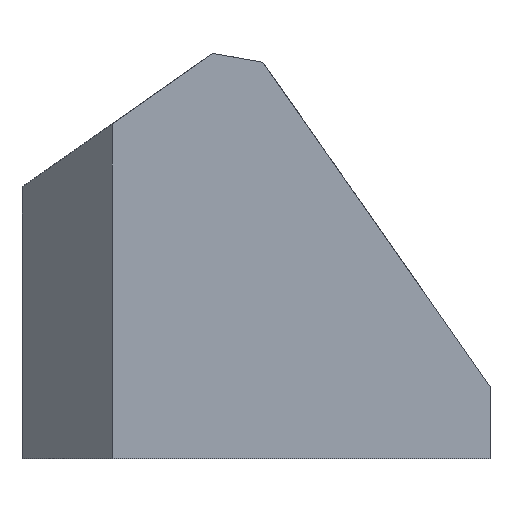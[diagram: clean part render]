
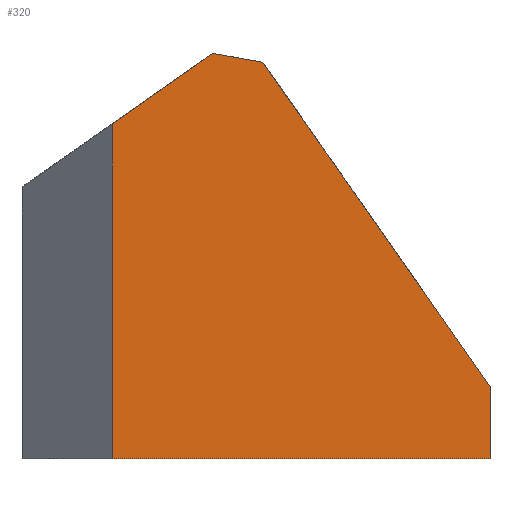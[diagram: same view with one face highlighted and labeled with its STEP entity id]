
A CAD part, front view. The second image highlights one B-rep face of the part: STEP entity #320.
In plain terms, the highlighted planar face has unit normal (0, -1, 0).
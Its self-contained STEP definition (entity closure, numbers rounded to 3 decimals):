
#47=FACE_OUTER_BOUND('',#69,.T.);
#69=EDGE_LOOP('',(#283,#284,#285,#286,#287,#288));
#75=LINE('',#461,#105);
#83=LINE('',#482,#113);
#93=LINE('',#507,#123);
#94=LINE('',#513,#124);
#100=LINE('',#537,#130);
#104=LINE('',#543,#134);
#105=VECTOR('',#369,10.);
#113=VECTOR('',#385,10.);
#123=VECTOR('',#411,10.);
#124=VECTOR('',#418,10.);
#130=VECTOR('',#446,10.);
#134=VECTOR('',#452,10.);
#135=VERTEX_POINT('',#459);
#136=VERTEX_POINT('',#460);
#145=VERTEX_POINT('',#480);
#152=VERTEX_POINT('',#505);
#154=VERTEX_POINT('',#512);
#161=VERTEX_POINT('',#536);
#163=EDGE_CURVE('',#135,#136,#75,.T.);
#174=EDGE_CURVE('',#135,#145,#83,.T.);
#187=EDGE_CURVE('',#152,#145,#93,.T.);
#189=EDGE_CURVE('',#154,#136,#94,.T.);
#200=EDGE_CURVE('',#161,#154,#100,.T.);
#204=EDGE_CURVE('',#161,#152,#104,.T.);
#283=ORIENTED_EDGE('',*,*,#163,.F.);
#284=ORIENTED_EDGE('',*,*,#174,.T.);
#285=ORIENTED_EDGE('',*,*,#187,.F.);
#286=ORIENTED_EDGE('',*,*,#204,.F.);
#287=ORIENTED_EDGE('',*,*,#200,.T.);
#288=ORIENTED_EDGE('',*,*,#189,.T.);
#302=PLANE('',#364);
#320=ADVANCED_FACE('',(#47),#302,.F.);
#364=AXIS2_PLACEMENT_3D('',#545,#455,#456);
#369=DIRECTION('',(0.985,0.,-0.174));
#385=DIRECTION('',(-0.819,0.,-0.574));
#411=DIRECTION('',(0.,0.,1.));
#418=DIRECTION('',(-0.574,0.,0.819));
#446=DIRECTION('',(0.,0.,1.));
#452=DIRECTION('',(-1.,0.,0.));
#455=DIRECTION('center_axis',(0.,1.,0.));
#456=DIRECTION('ref_axis',(1.,0.,0.));
#459=CARTESIAN_POINT('',(6.298,0.,26.306));
#460=CARTESIAN_POINT('',(7.691,0.,26.061));
#461=CARTESIAN_POINT('',(7.686,0.,26.062));
#480=CARTESIAN_POINT('',(3.5,0.,24.347));
#482=CARTESIAN_POINT('',(7.117,0.,26.88));
#505=CARTESIAN_POINT('',(3.5,0.,15.05));
#507=CARTESIAN_POINT('',(3.5,0.,18.007));
#512=CARTESIAN_POINT('',(14.,0.,17.05));
#513=CARTESIAN_POINT('',(14.,0.,17.05));
#536=CARTESIAN_POINT('',(14.,0.,15.05));
#537=CARTESIAN_POINT('',(14.,0.,15.05));
#543=CARTESIAN_POINT('',(14.,0.,15.05));
#545=CARTESIAN_POINT('Origin',(7.5,0.,20.965));
